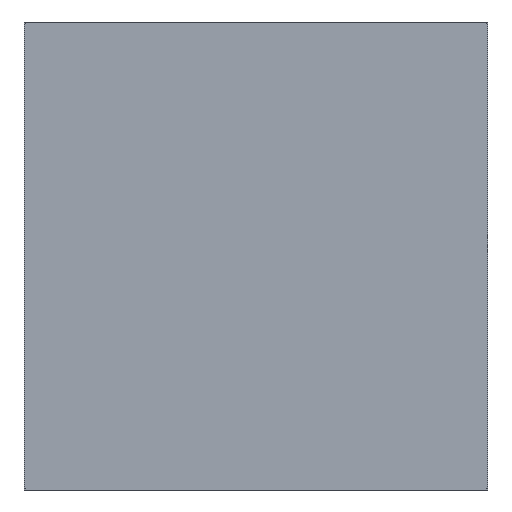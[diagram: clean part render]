
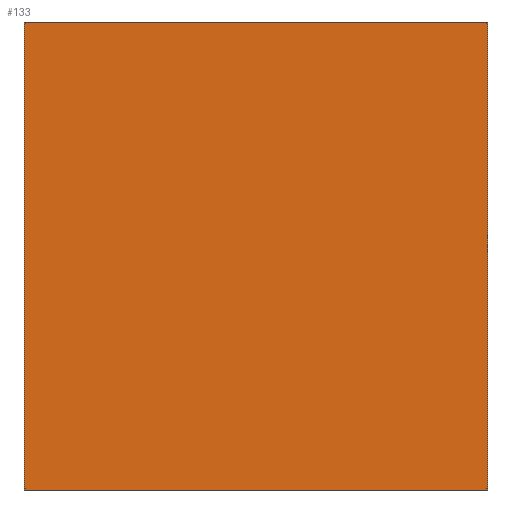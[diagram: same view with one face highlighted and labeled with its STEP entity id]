
A CAD part, top view. The second image highlights one B-rep face of the part: STEP entity #133.
In plain terms, the highlighted planar face has unit normal (0, 0, 1).
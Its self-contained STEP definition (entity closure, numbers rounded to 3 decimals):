
#33=FACE_OUTER_BOUND('',#41,.T.);
#41=EDGE_LOOP('',(#97,#98,#99,#100));
#49=LINE('',#216,#59);
#50=LINE('',#218,#60);
#51=LINE('',#220,#61);
#52=LINE('',#221,#62);
#59=VECTOR('',#180,10.);
#60=VECTOR('',#181,10.);
#61=VECTOR('',#182,10.);
#62=VECTOR('',#183,10.);
#69=VERTEX_POINT('',#214);
#70=VERTEX_POINT('',#215);
#71=VERTEX_POINT('',#217);
#72=VERTEX_POINT('',#219);
#80=EDGE_CURVE('',#69,#70,#49,.T.);
#81=EDGE_CURVE('',#71,#69,#50,.T.);
#82=EDGE_CURVE('',#72,#71,#51,.T.);
#83=EDGE_CURVE('',#70,#72,#52,.T.);
#97=ORIENTED_EDGE('',*,*,#80,.F.);
#98=ORIENTED_EDGE('',*,*,#81,.F.);
#99=ORIENTED_EDGE('',*,*,#82,.F.);
#100=ORIENTED_EDGE('',*,*,#83,.F.);
#131=PLANE('',#164);
#133=ADVANCED_FACE('',(#33),#131,.T.);
#164=AXIS2_PLACEMENT_3D('',#213,#178,#179);
#178=DIRECTION('center_axis',(0.,0.,1.));
#179=DIRECTION('ref_axis',(1.,0.,0.));
#180=DIRECTION('',(-1.,0.,0.));
#181=DIRECTION('',(0.,-1.,0.));
#182=DIRECTION('',(1.,0.,0.));
#183=DIRECTION('',(0.,1.,0.));
#213=CARTESIAN_POINT('Origin',(0.,0.,750.));
#214=CARTESIAN_POINT('',(110.354,-111.48,750.));
#215=CARTESIAN_POINT('',(-110.354,-111.48,750.));
#216=CARTESIAN_POINT('',(110.354,-111.48,750.));
#217=CARTESIAN_POINT('',(110.354,111.48,750.));
#218=CARTESIAN_POINT('',(110.354,111.48,750.));
#219=CARTESIAN_POINT('',(-110.354,111.48,750.));
#220=CARTESIAN_POINT('',(-110.354,111.48,750.));
#221=CARTESIAN_POINT('',(-110.354,-111.48,750.));
